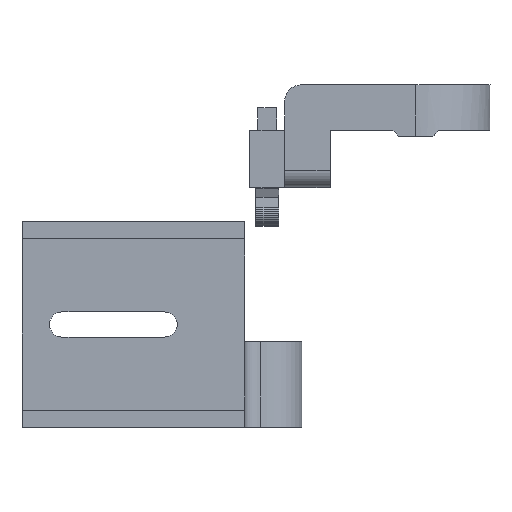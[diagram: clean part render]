
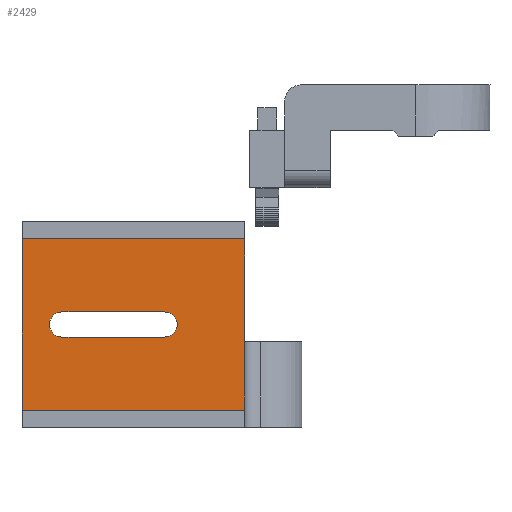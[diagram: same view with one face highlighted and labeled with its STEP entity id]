
A CAD part, left-side view. The second image highlights one B-rep face of the part: STEP entity #2429.
In plain terms, the highlighted planar face has unit normal (-1, 0, 0).
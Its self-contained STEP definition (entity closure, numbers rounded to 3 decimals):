
#39=FACE_BOUND('',#326,.T.);
#64=CIRCLE('',#2578,2.2);
#65=CIRCLE('',#2586,2.2);
#187=FACE_OUTER_BOUND('',#325,.T.);
#325=EDGE_LOOP('',(#2029,#2030,#2031,#2032,#2033));
#326=EDGE_LOOP('',(#2034,#2035,#2036,#2037));
#537=LINE('',#3632,#842);
#544=LINE('',#3647,#849);
#581=LINE('',#3744,#886);
#582=LINE('',#3747,#887);
#586=LINE('',#3755,#891);
#593=LINE('',#3769,#898);
#597=LINE('',#3778,#902);
#842=VECTOR('',#2950,10.);
#849=VECTOR('',#2961,10.);
#886=VECTOR('',#3054,10.);
#887=VECTOR('',#3057,10.);
#891=VECTOR('',#3065,10.);
#898=VECTOR('',#3076,10.);
#902=VECTOR('',#3090,10.);
#1095=VERTEX_POINT('',#3629);
#1096=VERTEX_POINT('',#3631);
#1102=VERTEX_POINT('',#3645);
#1132=VERTEX_POINT('',#3736);
#1133=VERTEX_POINT('',#3738);
#1134=VERTEX_POINT('',#3742);
#1135=VERTEX_POINT('',#3746);
#1137=VERTEX_POINT('',#3754);
#1142=VERTEX_POINT('',#3768);
#1378=EDGE_CURVE('',#1096,#1095,#537,.T.);
#1386=EDGE_CURVE('',#1095,#1102,#544,.T.);
#1431=EDGE_CURVE('',#1133,#1132,#64,.T.);
#1434=EDGE_CURVE('',#1132,#1134,#581,.T.);
#1435=EDGE_CURVE('',#1102,#1135,#582,.T.);
#1439=EDGE_CURVE('',#1137,#1096,#586,.T.);
#1446=EDGE_CURVE('',#1142,#1133,#593,.T.);
#1448=EDGE_CURVE('',#1134,#1142,#65,.T.);
#1451=EDGE_CURVE('',#1137,#1135,#597,.T.);
#2029=ORIENTED_EDGE('',*,*,#1435,.T.);
#2030=ORIENTED_EDGE('',*,*,#1451,.F.);
#2031=ORIENTED_EDGE('',*,*,#1439,.T.);
#2032=ORIENTED_EDGE('',*,*,#1378,.T.);
#2033=ORIENTED_EDGE('',*,*,#1386,.T.);
#2034=ORIENTED_EDGE('',*,*,#1448,.T.);
#2035=ORIENTED_EDGE('',*,*,#1446,.T.);
#2036=ORIENTED_EDGE('',*,*,#1431,.T.);
#2037=ORIENTED_EDGE('',*,*,#1434,.T.);
#2310=PLANE('',#2590);
#2429=ADVANCED_FACE('',(#187,#39),#2310,.F.);
#2578=AXIS2_PLACEMENT_3D('',#3739,#3048,#3049);
#2586=AXIS2_PLACEMENT_3D('',#3772,#3080,#3081);
#2590=AXIS2_PLACEMENT_3D('',#3779,#3091,#3092);
#2950=DIRECTION('',(0.,0.,1.));
#2961=DIRECTION('',(0.,0.,1.));
#3048=DIRECTION('center_axis',(1.,0.,0.));
#3049=DIRECTION('ref_axis',(0.,1.,0.));
#3054=DIRECTION('',(0.,1.,0.));
#3057=DIRECTION('',(0.,1.,0.));
#3065=DIRECTION('',(0.,-1.,0.));
#3076=DIRECTION('',(0.,-1.,0.));
#3080=DIRECTION('center_axis',(1.,0.,0.));
#3081=DIRECTION('ref_axis',(0.,0.,-1.));
#3090=DIRECTION('',(0.,0.,1.));
#3091=DIRECTION('center_axis',(1.,0.,0.));
#3092=DIRECTION('ref_axis',(0.,1.,0.));
#3629=CARTESIAN_POINT('',(50.,3.,-3.));
#3631=CARTESIAN_POINT('',(50.,3.,-15.));
#3632=CARTESIAN_POINT('',(50.,3.,-15.));
#3645=CARTESIAN_POINT('',(50.,3.,15.));
#3647=CARTESIAN_POINT('',(50.,3.,-15.));
#3736=CARTESIAN_POINT('',(50.,17.,-2.2));
#3738=CARTESIAN_POINT('',(50.,17.,2.2));
#3739=CARTESIAN_POINT('Origin',(50.,17.,0.));
#3742=CARTESIAN_POINT('',(50.,35.,-2.2));
#3744=CARTESIAN_POINT('',(50.,10.,-2.2));
#3746=CARTESIAN_POINT('',(50.,42.,15.));
#3747=CARTESIAN_POINT('',(50.,32.25,15.));
#3754=CARTESIAN_POINT('',(50.,42.,-15.));
#3755=CARTESIAN_POINT('',(50.,12.75,-15.));
#3768=CARTESIAN_POINT('',(50.,35.,2.2));
#3769=CARTESIAN_POINT('',(50.,35.,2.2));
#3772=CARTESIAN_POINT('Origin',(50.,35.,0.));
#3778=CARTESIAN_POINT('',(50.,42.,15.));
#3779=CARTESIAN_POINT('Origin',(50.,22.5,0.));
